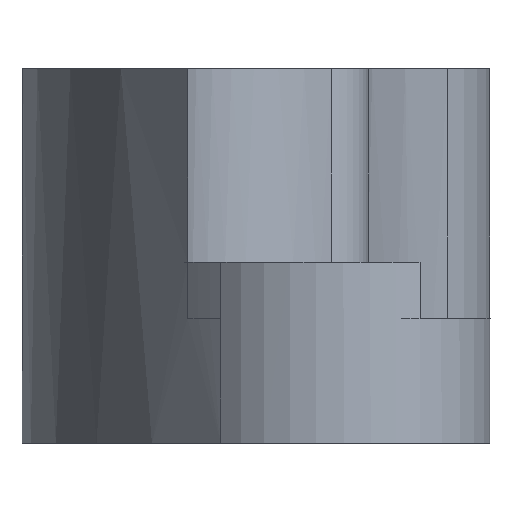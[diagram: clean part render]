
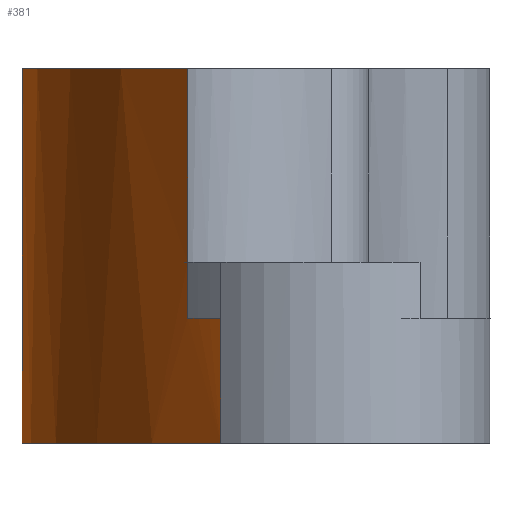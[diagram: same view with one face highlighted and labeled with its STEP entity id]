
A CAD part, front view. The second image highlights one B-rep face of the part: STEP entity #381.
In plain terms, the highlighted cylindrical face has radius 58.063 mm (diameter 116.126 mm), a partial arc.
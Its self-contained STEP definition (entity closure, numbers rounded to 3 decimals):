
#46=FACE_OUTER_BOUND('',#74,.T.);
#74=EDGE_LOOP('',(#328,#329,#330,#331,#332,#333,#334,#335,#336));
#83=LINE('',#626,#102);
#87=LINE('',#657,#106);
#91=LINE('',#674,#110);
#94=LINE('',#694,#113);
#95=LINE('',#696,#114);
#102=VECTOR('',#496,10.);
#106=VECTOR('',#534,10.);
#110=VECTOR('',#550,10.);
#113=VECTOR('',#579,10.);
#114=VECTOR('',#582,10.);
#124=CIRCLE('',#413,58.063);
#132=CIRCLE('',#424,58.063);
#143=CIRCLE('',#440,58.063);
#147=CIRCLE('',#445,58.063);
#161=VERTEX_POINT('',#619);
#162=VERTEX_POINT('',#620);
#164=VERTEX_POINT('',#624);
#169=VERTEX_POINT('',#640);
#170=VERTEX_POINT('',#642);
#180=VERTEX_POINT('',#671);
#181=VERTEX_POINT('',#673);
#182=VERTEX_POINT('',#677);
#184=VERTEX_POINT('',#683);
#200=EDGE_CURVE('',#161,#162,#124,.T.);
#203=EDGE_CURVE('',#161,#164,#83,.T.);
#211=EDGE_CURVE('',#169,#170,#132,.T.);
#219=EDGE_CURVE('',#164,#170,#87,.T.);
#227=EDGE_CURVE('',#181,#180,#91,.T.);
#229=EDGE_CURVE('',#182,#181,#143,.T.);
#233=EDGE_CURVE('',#180,#184,#147,.T.);
#238=EDGE_CURVE('',#184,#162,#94,.T.);
#239=EDGE_CURVE('',#182,#169,#95,.T.);
#328=ORIENTED_EDGE('',*,*,#227,.T.);
#329=ORIENTED_EDGE('',*,*,#233,.T.);
#330=ORIENTED_EDGE('',*,*,#238,.T.);
#331=ORIENTED_EDGE('',*,*,#200,.F.);
#332=ORIENTED_EDGE('',*,*,#203,.T.);
#333=ORIENTED_EDGE('',*,*,#219,.T.);
#334=ORIENTED_EDGE('',*,*,#211,.F.);
#335=ORIENTED_EDGE('',*,*,#239,.F.);
#336=ORIENTED_EDGE('',*,*,#229,.T.);
#361=CYLINDRICAL_SURFACE('',#451,58.063);
#381=ADVANCED_FACE('',(#46),#361,.T.);
#413=AXIS2_PLACEMENT_3D('',#621,#491,#492);
#424=AXIS2_PLACEMENT_3D('',#643,#516,#517);
#440=AXIS2_PLACEMENT_3D('',#678,#555,#556);
#445=AXIS2_PLACEMENT_3D('',#685,#565,#566);
#451=AXIS2_PLACEMENT_3D('',#695,#580,#581);
#491=DIRECTION('center_axis',(0.,0.,1.));
#492=DIRECTION('ref_axis',(-0.726,0.688,0.));
#496=DIRECTION('',(0.,0.,1.));
#516=DIRECTION('center_axis',(0.,0.,1.));
#517=DIRECTION('ref_axis',(-0.726,0.688,0.));
#534=DIRECTION('',(0.,0.,1.));
#550=DIRECTION('',(0.,0.,-1.));
#555=DIRECTION('center_axis',(0.,0.,1.));
#556=DIRECTION('ref_axis',(-0.726,0.688,0.));
#565=DIRECTION('center_axis',(0.,0.,1.));
#566=DIRECTION('ref_axis',(-0.726,0.688,0.));
#579=DIRECTION('',(0.,0.,1.));
#580=DIRECTION('center_axis',(0.,0.,1.));
#581=DIRECTION('ref_axis',(-0.726,0.688,0.));
#582=DIRECTION('',(0.,0.,1.));
#619=CARTESIAN_POINT('',(-11.741,-36.931,10.));
#620=CARTESIAN_POINT('',(-9.071,-39.951,10.));
#621=CARTESIAN_POINT('Origin',(33.063,0.,10.));
#624=CARTESIAN_POINT('',(-11.741,-36.931,14.5));
#626=CARTESIAN_POINT('',(-11.741,-36.931,10.));
#640=CARTESIAN_POINT('',(-9.071,39.951,30.));
#642=CARTESIAN_POINT('',(-11.741,-36.931,30.));
#643=CARTESIAN_POINT('Origin',(33.063,0.,30.));
#657=CARTESIAN_POINT('',(-11.741,-36.931,10.));
#671=CARTESIAN_POINT('',(-14.943,32.662,0.));
#673=CARTESIAN_POINT('',(-14.943,32.662,2.));
#674=CARTESIAN_POINT('',(-14.943,32.662,0.));
#677=CARTESIAN_POINT('',(-9.071,39.951,2.));
#678=CARTESIAN_POINT('Origin',(33.063,0.,2.));
#683=CARTESIAN_POINT('',(-9.071,-39.951,0.));
#685=CARTESIAN_POINT('Origin',(33.063,0.,0.));
#694=CARTESIAN_POINT('',(-9.071,-39.951,0.));
#695=CARTESIAN_POINT('Origin',(33.063,0.,0.));
#696=CARTESIAN_POINT('',(-9.071,39.951,0.));
